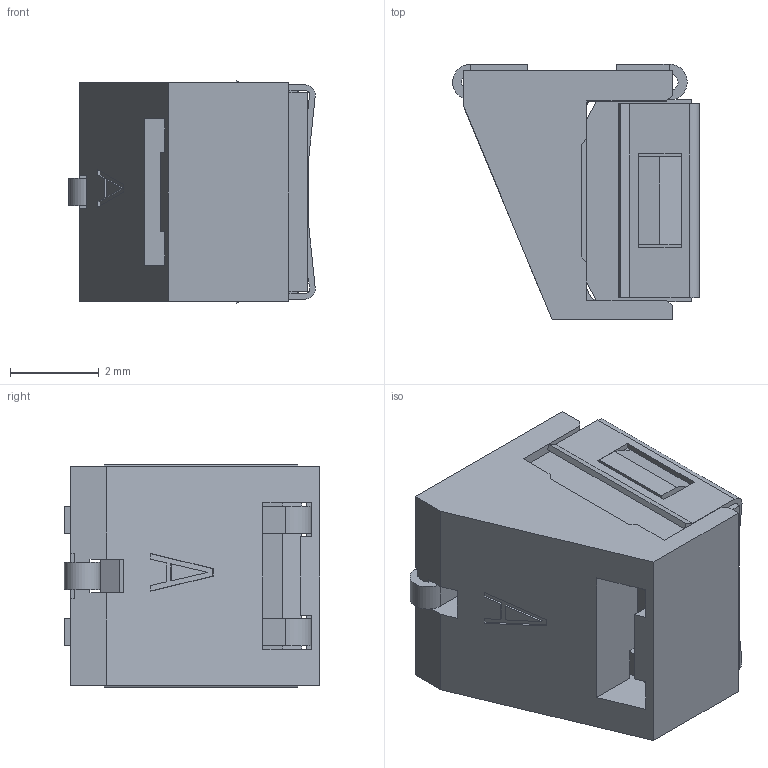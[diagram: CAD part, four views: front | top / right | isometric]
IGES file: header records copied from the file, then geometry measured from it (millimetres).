
Start section:  PTC IGES file: 3314Z1.igs
Global section: file name: 3314Z1.igs; native system: Creo Parametric by Parametric Technology Corporation; preprocessor: 2012230; author: maxm; organization: Unknown; date: 20130806.091152; units: inch
Bounding box: 5.56 x 5.76 x 5.01 mm (x, y, z)
Surface area: 341.8 mm2 (no closed solid volume)
Topology: 0 solids, 0 shells, 425 faces, 2516 edges, 2516 vertices
Faces by surface type: bspline 343, revolution 82
